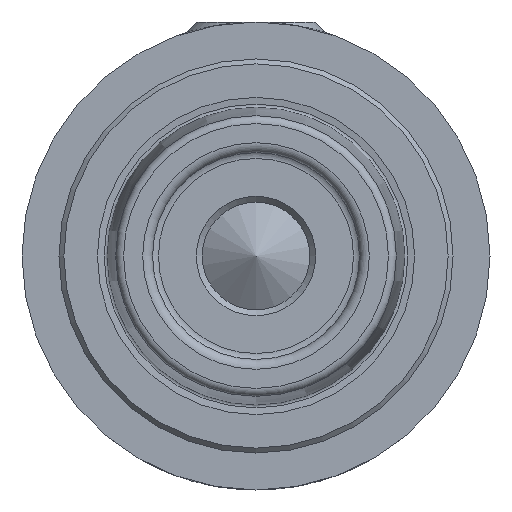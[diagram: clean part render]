
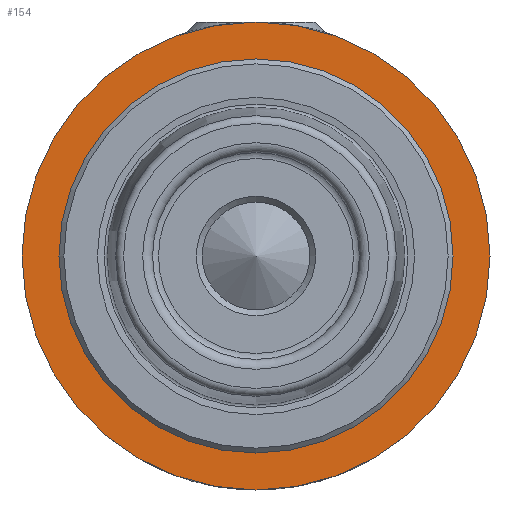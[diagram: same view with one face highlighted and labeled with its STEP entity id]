
A CAD part, left-side view. The second image highlights one B-rep face of the part: STEP entity #154.
In plain terms, the highlighted planar face has unit normal (-1, 0, 0).
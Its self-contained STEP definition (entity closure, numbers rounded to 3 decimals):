
#154 = ADVANCED_FACE( '', ( #371, #372 ), #373, .T. );
#371 = FACE_OUTER_BOUND( '', #671, .T. );
#372 = FACE_BOUND( '', #672, .T. );
#373 = PLANE( '', #673 );
#671 = EDGE_LOOP( '', ( #1011 ) );
#672 = EDGE_LOOP( '', ( #1012 ) );
#673 = AXIS2_PLACEMENT_3D( '', #1013, #1014, #1015 );
#1011 = ORIENTED_EDGE( '', *, *, #1419, .T. );
#1012 = ORIENTED_EDGE( '', *, *, #1420, .F. );
#1013 = CARTESIAN_POINT( '', ( 35., 0., 17. ) );
#1014 = DIRECTION( '', ( -1., 0., 0. ) );
#1015 = DIRECTION( '', ( 0., 0., 1. ) );
#1419 = EDGE_CURVE( '', #1627, #1627, #1628, .T. );
#1420 = EDGE_CURVE( '', #1629, #1629, #1630, .T. );
#1627 = VERTEX_POINT( '', #1977 );
#1628 = CIRCLE( '', #1978, 23.75 );
#1629 = VERTEX_POINT( '', #1979 );
#1630 = CIRCLE( '', #1980, 17. );
#1977 = CARTESIAN_POINT( '', ( 35., 0., 23.75 ) );
#1978 = AXIS2_PLACEMENT_3D( '', #2332, #2333, #2334 );
#1979 = CARTESIAN_POINT( '', ( 35., 0., 17. ) );
#1980 = AXIS2_PLACEMENT_3D( '', #2335, #2336, #2337 );
#2332 = CARTESIAN_POINT( '', ( 35., 0., 0. ) );
#2333 = DIRECTION( '', ( -1., 0., 0. ) );
#2334 = DIRECTION( '', ( 0., 0., 1. ) );
#2335 = CARTESIAN_POINT( '', ( 35., 0., 0. ) );
#2336 = DIRECTION( '', ( -1., 0., 0. ) );
#2337 = DIRECTION( '', ( 0., 0., 1. ) );
